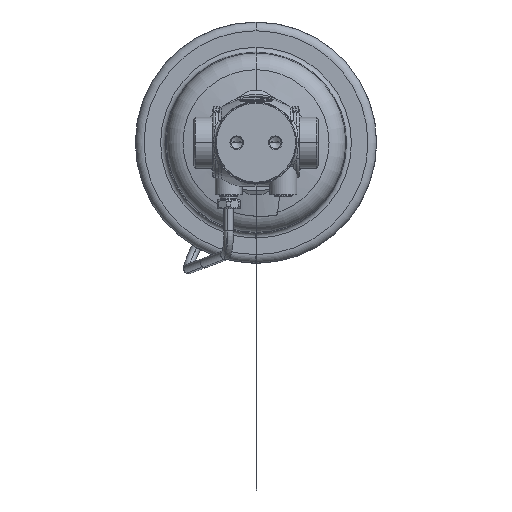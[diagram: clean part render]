
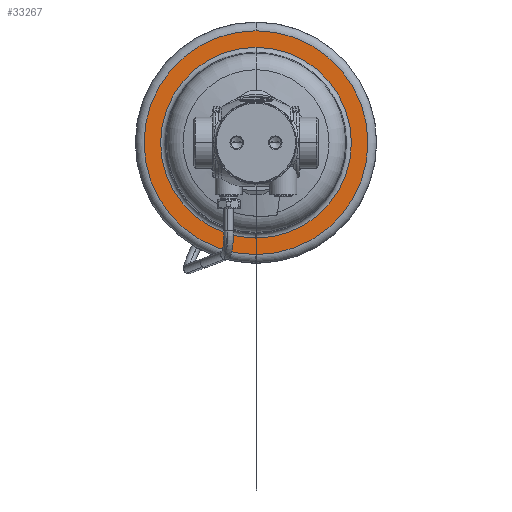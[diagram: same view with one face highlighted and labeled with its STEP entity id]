
A CAD part, front view. The second image highlights one B-rep face of the part: STEP entity #33267.
In plain terms, the highlighted face is planar.
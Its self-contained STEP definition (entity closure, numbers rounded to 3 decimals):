
#28450=CARTESIAN_POINT('',(23.5,0.,0.));
#28451=DIRECTION('',(1.,0.,0.));
#28452=DIRECTION('',(0.,1.,0.));
#28453=AXIS2_PLACEMENT_3D('',#28450,#28451,#28452);
#28455=CARTESIAN_POINT('',(23.5,0.,0.));
#28456=DIRECTION('',(-1.,0.,0.));
#28457=DIRECTION('',(0.,1.,0.));
#28458=AXIS2_PLACEMENT_3D('',#28455,#28456,#28457);
#28470=CARTESIAN_POINT('',(23.5,0.,0.));
#28471=DIRECTION('',(-1.,0.,0.));
#28472=DIRECTION('',(0.,1.,0.));
#28473=AXIS2_PLACEMENT_3D('',#28470,#28471,#28472);
#28475=CARTESIAN_POINT('',(23.5,0.,0.));
#28476=DIRECTION('',(1.,0.,0.));
#28477=DIRECTION('',(0.,1.,0.));
#28478=AXIS2_PLACEMENT_3D('',#28475,#28476,#28477);
#31731=CARTESIAN_POINT('',(23.5,58.,0.));
#31733=VERTEX_POINT('',#31731);
#31734=CARTESIAN_POINT('',(23.5,49.431,0.));
#31736=VERTEX_POINT('',#31734);
#31763=CARTESIAN_POINT('',(23.5,-58.,0.));
#31765=VERTEX_POINT('',#31763);
#31766=CARTESIAN_POINT('',(23.5,-49.431,0.));
#31768=VERTEX_POINT('',#31766);
#33252=CARTESIAN_POINT('',(23.5,0.,0.));
#33253=DIRECTION('',(1.,0.,0.));
#33254=DIRECTION('',(0.,-1.,0.));
#33255=AXIS2_PLACEMENT_3D('',#33252,#33253,#33254);
#33256=PLANE('',#33255);
#33257=ORIENTED_EDGE('',*,*,#33234,.T.);
#33258=ORIENTED_EDGE('',*,*,#33245,.F.);
#33259=EDGE_LOOP('',(#33257,#33258));
#33260=FACE_OUTER_BOUND('',#33259,.F.);
#33262=ORIENTED_EDGE('',*,*,#33261,.T.);
#33264=ORIENTED_EDGE('',*,*,#33263,.F.);
#33265=EDGE_LOOP('',(#33262,#33264));
#33266=FACE_BOUND('',#33265,.F.);
#33267=ADVANCED_FACE('',(#33260,#33266),#33256,.F.);
#28454=CIRCLE('',#28453,58.);
#28459=CIRCLE('',#28458,58.);
#28474=CIRCLE('',#28473,49.431);
#28479=CIRCLE('',#28478,49.431);
#33234=EDGE_CURVE('',#31733,#31765,#28454,.T.);
#33245=EDGE_CURVE('',#31733,#31765,#28459,.T.);
#33261=EDGE_CURVE('',#31736,#31768,#28474,.T.);
#33263=EDGE_CURVE('',#31736,#31768,#28479,.T.);
